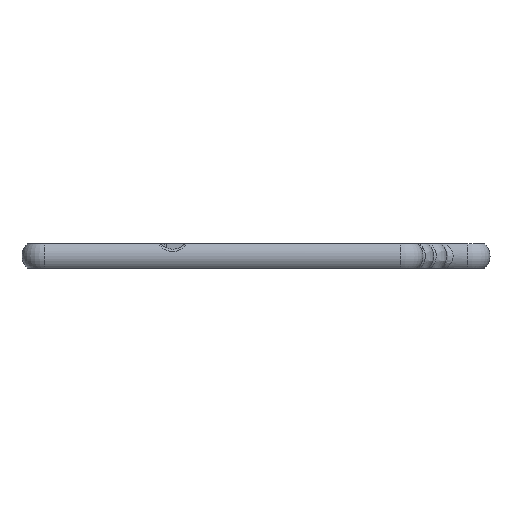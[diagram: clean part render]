
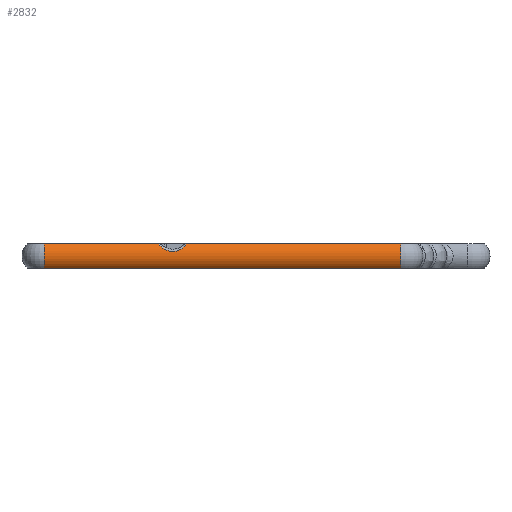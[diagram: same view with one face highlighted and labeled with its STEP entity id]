
A CAD part, left-side view. The second image highlights one B-rep face of the part: STEP entity #2832.
In plain terms, the highlighted cylindrical face has radius 3.121 mm (diameter 6.243 mm), a partial arc.
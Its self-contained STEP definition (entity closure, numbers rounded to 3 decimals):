
#2832=ADVANCED_FACE('',(#14363),#14365,.T.);
#14363=FACE_BOUND('',#14364,.T.);
#14364=EDGE_LOOP('',(#25368,#25369,#25370,#25371,#25372,#25373));
#14365=CYLINDRICAL_SURFACE('',#14366,3.121);
#14366=AXIS2_PLACEMENT_3D('',#14367,#14368,#14369);
#14367=CARTESIAN_POINT('',(-63.815,40.225,-0.3));
#14368=DIRECTION('',(0.,-1.,0.));
#14369=DIRECTION('',(-0.676,0.,0.737));
#25368=ORIENTED_EDGE('',*,*,#32316,.T.);
#25369=ORIENTED_EDGE('',*,*,#32317,.T.);
#25370=ORIENTED_EDGE('',*,*,#32318,.T.);
#25371=ORIENTED_EDGE('',*,*,#31510,.T.);
#25372=ORIENTED_EDGE('',*,*,#32315,.F.);
#25373=ORIENTED_EDGE('',*,*,#32319,.T.);
#31510=EDGE_CURVE('',#35723,#35721,#35724,.T.);
#32315=EDGE_CURVE('',#37322,#35721,#37324,.T.);
#32316=EDGE_CURVE('',#37325,#37326,#37327,.T.);
#32317=EDGE_CURVE('',#37326,#37328,#37329,.F.);
#32318=EDGE_CURVE('',#37328,#35723,#37330,.T.);
#32319=EDGE_CURVE('',#37322,#37325,#37331,.F.);
#35721=VERTEX_POINT('',#43753);
#35723=VERTEX_POINT('',#43758);
#35724=LINE('',#43759,#43760);
#37322=VERTEX_POINT('',#47998);
#37324=CIRCLE('',#48003,3.121);
#37325=VERTEX_POINT('',#48007);
#37326=VERTEX_POINT('',#48008);
#37327=B_SPLINE_CURVE_WITH_KNOTS('',3,
(#48009,#48010,#48011,#48012,#48013,#48014,#48015,#48016,#48017,#48018,#48019,#48020,
#48021,#48022,#48023,#48024,#48025,#48026,#48027,#48028,#48029,#48030,#48031,#48032,
#48033,#48034,#48035,#48036,#48037,#48038,#48039),
.UNSPECIFIED.,.F.,.F.,
(4,1,1,1,1,1,1,1,1,1,1,1,1,1,1,1,1,1,1,1,1,1,1,1,1,1,1,1,4),
(0.,0.044,0.083,0.115,0.146,0.178,
0.208,0.235,0.259,0.285,0.317,
0.356,0.399,0.44,0.481,0.52,
0.557,0.592,0.626,0.664,0.703,
0.743,0.782,0.821,0.858,0.892,
0.929,0.965,1.),
.UNSPECIFIED.);
#37328=VERTEX_POINT('',#48040);
#37329=LINE('',#48041,#48042);
#37330=CIRCLE('',#48044,3.121);
#37331=LINE('',#48048,#48049);
#43753=CARTESIAN_POINT('',(-65.925,-27.485,-2.6));
#43758=CARTESIAN_POINT('',(-65.925,40.225,-2.6));
#43759=CARTESIAN_POINT('',(-65.925,40.225,-2.6));
#43760=VECTOR('',#43761,1.);
#43761=DIRECTION('',(0.,-1.,0.));
#47998=CARTESIAN_POINT('',(-65.925,-27.485,2.));
#48003=AXIS2_PLACEMENT_3D('',#48004,#48005,#48006);
#48004=CARTESIAN_POINT('',(-63.815,-27.485,-0.3));
#48005=DIRECTION('',(0.,-1.,0.));
#48006=DIRECTION('',(-0.676,0.,0.737));
#48007=CARTESIAN_POINT('',(-65.925,13.171,2.));
#48008=CARTESIAN_POINT('',(-65.925,18.461,2.));
#48009=CARTESIAN_POINT('',(-65.925,13.171,2.));
#48010=CARTESIAN_POINT('',(-65.991,13.217,1.94));
#48011=CARTESIAN_POINT('',(-66.106,13.307,1.824));
#48012=CARTESIAN_POINT('',(-66.246,13.451,1.66));
#48013=CARTESIAN_POINT('',(-66.355,13.592,1.516));
#48014=CARTESIAN_POINT('',(-66.444,13.735,1.384));
#48015=CARTESIAN_POINT('',(-66.52,13.885,1.259));
#48016=CARTESIAN_POINT('',(-66.582,14.038,1.146));
#48017=CARTESIAN_POINT('',(-66.63,14.183,1.05));
#48018=CARTESIAN_POINT('',(-66.669,14.325,0.966));
#48019=CARTESIAN_POINT('',(-66.704,14.481,0.882));
#48020=CARTESIAN_POINT('',(-66.739,14.673,0.794));
#48021=CARTESIAN_POINT('',(-66.769,14.904,0.708));
#48022=CARTESIAN_POINT('',(-66.793,15.161,0.637));
#48023=CARTESIAN_POINT('',(-66.807,15.428,0.588));
#48024=CARTESIAN_POINT('',(-66.814,15.688,0.566));
#48025=CARTESIAN_POINT('',(-66.814,15.94,0.566));
#48026=CARTESIAN_POINT('',(-66.808,16.178,0.586));
#48027=CARTESIAN_POINT('',(-66.796,16.406,0.624));
#48028=CARTESIAN_POINT('',(-66.779,16.633,0.68));
#48029=CARTESIAN_POINT('',(-66.753,16.863,0.756));
#48030=CARTESIAN_POINT('',(-66.716,17.096,0.854));
#48031=CARTESIAN_POINT('',(-66.666,17.323,0.972));
#48032=CARTESIAN_POINT('',(-66.603,17.539,1.106));
#48033=CARTESIAN_POINT('',(-66.525,17.737,1.251));
#48034=CARTESIAN_POINT('',(-66.436,17.912,1.397));
#48035=CARTESIAN_POINT('',(-66.333,18.072,1.548));
#48036=CARTESIAN_POINT('',(-66.215,18.216,1.699));
#48037=CARTESIAN_POINT('',(-66.078,18.348,1.853));
#48038=CARTESIAN_POINT('',(-65.977,18.424,1.952));
#48039=CARTESIAN_POINT('',(-65.925,18.461,2.));
#48040=CARTESIAN_POINT('',(-65.925,40.225,2.));
#48041=CARTESIAN_POINT('',(-65.925,40.225,2.));
#48042=VECTOR('',#48043,1.);
#48043=DIRECTION('',(0.,-1.,0.));
#48044=AXIS2_PLACEMENT_3D('',#48045,#48046,#48047);
#48045=CARTESIAN_POINT('',(-63.815,40.225,-0.3));
#48046=DIRECTION('',(0.,-1.,0.));
#48047=DIRECTION('',(-0.676,0.,0.737));
#48048=CARTESIAN_POINT('',(-65.925,13.171,2.));
#48049=VECTOR('',#48050,1.);
#48050=DIRECTION('',(0.,-1.,0.));
